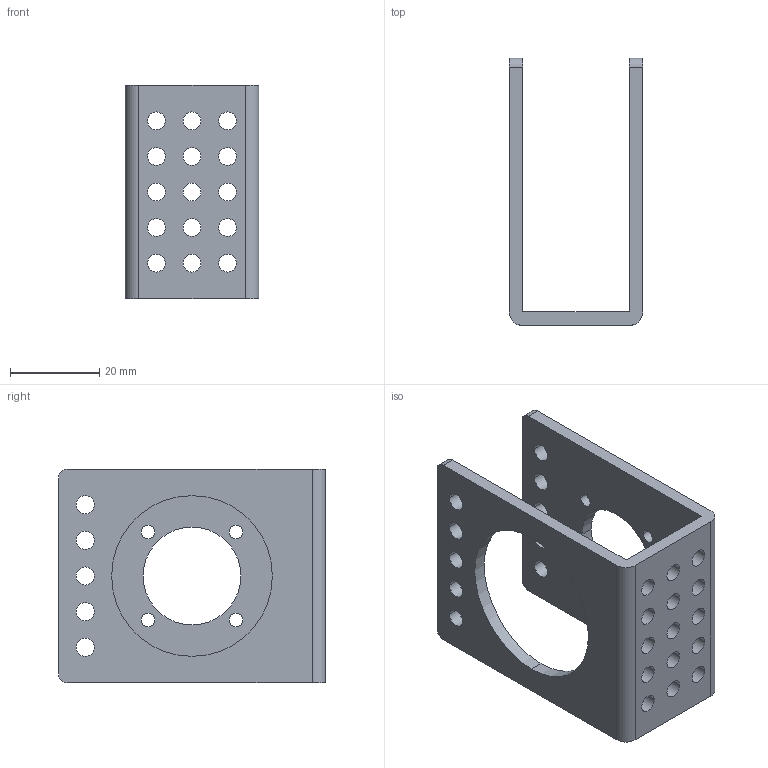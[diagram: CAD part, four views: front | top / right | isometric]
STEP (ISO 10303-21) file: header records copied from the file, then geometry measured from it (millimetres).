
FILE_DESCRIPTION (( 'STEP AP214' ), '1' );
FILE_NAME ('36mm Motor Bracket C萇儂盓殤.step', '2016-10-28T07:03:20', ( 'dell' ), ( '' ), 'SwSTEP 2.0', 'SolidWorks 2013', '' );
FILE_SCHEMA (( 'AUTOMOTIVE_DESIGN' ));
Length unit declared in the file: millimetre
Products named in the file (1): 36mm Motor Bracket C萇儂盓殤
Bounding box: 30 x 60 x 48 mm (x, y, z)
Volume: 15282.9 mm3; surface area: 12935.1 mm2
Topology: 1 solids, 1 shells, 78 faces, 228 edges, 152 vertices
Faces by surface type: cylinder 68, plane 10
Entity records: 2826 total; most frequent: DIRECTION 522, CARTESIAN_POINT 459, ORIENTED_EDGE 456, EDGE_CURVE 228, AXIS2_PLACEMENT_3D 215, VERTEX_POINT 152, EDGE_LOOP 140, CIRCLE 136
